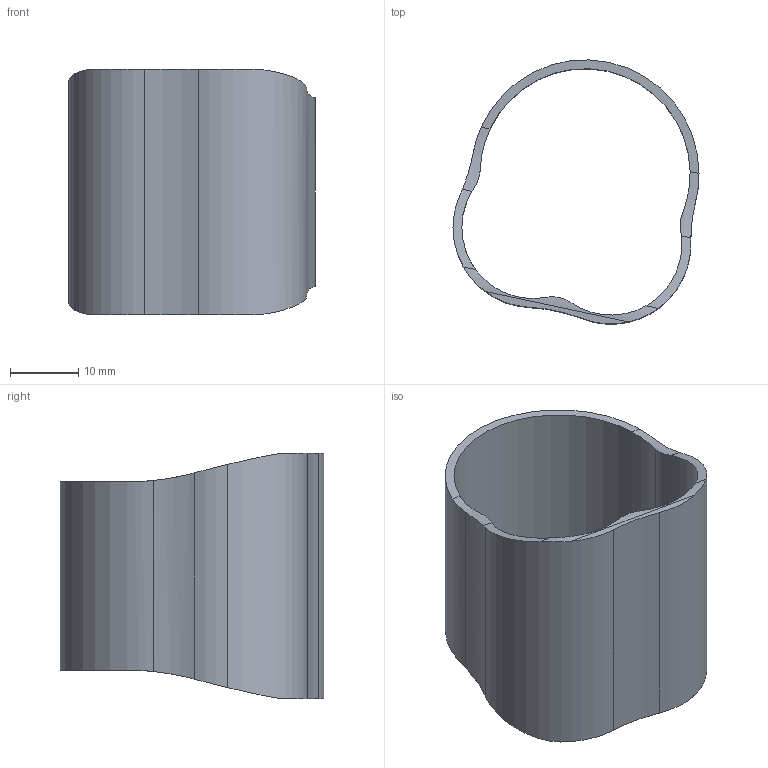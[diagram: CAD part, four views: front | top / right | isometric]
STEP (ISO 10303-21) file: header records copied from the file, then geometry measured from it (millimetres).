
FILE_DESCRIPTION (( 'STEP AP214' ), '1' );
FILE_NAME ('ENVE_2-Bolt_Topper_Rev_Eng.STEP', '2025-04-11T06:41:00', ( '' ), ( '' ), 'SwSTEP 2.0', 'SolidWorks 2025', '' );
FILE_SCHEMA (( 'AUTOMOTIVE_DESIGN' ));
Length unit declared in the file: millimetre
Products named in the file (1): ENVE_2-Bolt_Topper_Rev_Eng
Bounding box: 36.07 x 38.68 x 36 mm (x, y, z)
Volume: 4815.5 mm3; surface area: 7474.7 mm2
Topology: 1 solids, 1 shells, 29 faces, 87 edges, 58 vertices
Faces by surface type: cylinder 21, plane 8
Entity records: 1134 total; most frequent: CARTESIAN_POINT 423, ORIENTED_EDGE 174, DIRECTION 109, EDGE_CURVE 87, VERTEX_POINT 58, AXIS2_PLACEMENT_3D 40, B_SPLINE_CURVE_WITH_KNOTS 32, LINE 29
